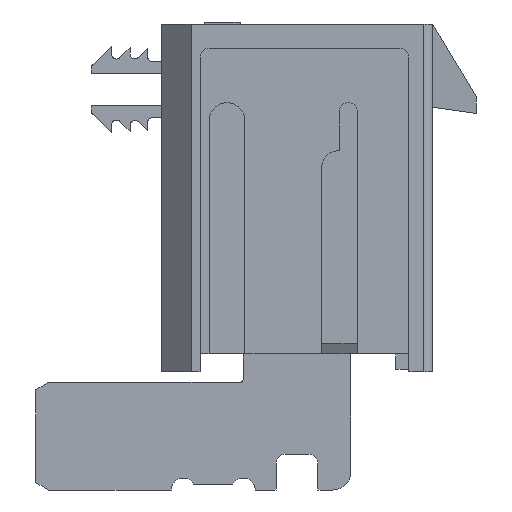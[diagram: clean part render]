
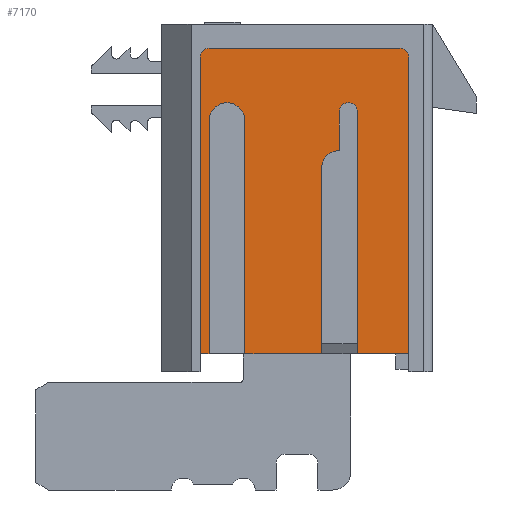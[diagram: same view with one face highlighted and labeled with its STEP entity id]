
A CAD part, left-side view. The second image highlights one B-rep face of the part: STEP entity #7170.
In plain terms, the highlighted planar face has unit normal (-1, 0, 0).
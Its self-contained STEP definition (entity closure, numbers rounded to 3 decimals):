
#53=DIRECTION('',(0.,1.,0.));
#54=VECTOR('',#53,0.381);
#55=CARTESIAN_POINT('',(38.608,24.277,-8.834));
#56=LINE('',#55,#54);
#934=CARTESIAN_POINT('',(38.608,16.174,3.764));
#935=DIRECTION('',(-1.,0.,0.));
#936=DIRECTION('',(0.,-1.,0.));
#937=AXIS2_PLACEMENT_3D('',#934,#935,#936);
#939=DIRECTION('',(0.,0.,1.));
#940=VECTOR('',#939,12.598);
#941=CARTESIAN_POINT('',(38.608,15.793,-8.834));
#942=LINE('',#941,#940);
#943=DIRECTION('',(0.,-1.,0.));
#944=VECTOR('',#943,2.184);
#945=CARTESIAN_POINT('',(38.608,17.977,-8.834));
#946=LINE('',#945,#944);
#947=DIRECTION('',(0.,0.,-1.));
#948=VECTOR('',#947,10.287);
#949=CARTESIAN_POINT('',(38.608,17.977,1.453));
#950=LINE('',#949,#948);
#951=CARTESIAN_POINT('',(38.608,18.358,1.453));
#952=DIRECTION('',(1.,0.,0.));
#953=DIRECTION('',(0.,1.,0.));
#954=AXIS2_PLACEMENT_3D('',#951,#952,#953);
#956=DIRECTION('',(0.,0.,1.));
#957=VECTOR('',#956,1.651);
#958=CARTESIAN_POINT('',(38.608,18.739,-0.198));
#959=LINE('',#958,#957);
#960=CARTESIAN_POINT('',(38.608,18.739,-0.96));
#961=DIRECTION('',(1.,0.,0.));
#962=DIRECTION('',(0.,1.,0.));
#963=AXIS2_PLACEMENT_3D('',#960,#961,#962);
#965=DIRECTION('',(0.,0.,1.));
#966=VECTOR('',#965,7.874);
#967=CARTESIAN_POINT('',(38.608,19.501,-8.834));
#968=LINE('',#967,#966);
#969=DIRECTION('',(0.,-1.,0.));
#970=VECTOR('',#969,3.251);
#971=CARTESIAN_POINT('',(38.608,22.753,-8.834));
#972=LINE('',#971,#970);
#973=DIRECTION('',(0.,0.,-1.));
#974=VECTOR('',#973,9.906);
#975=CARTESIAN_POINT('',(38.608,22.753,1.072));
#976=LINE('',#975,#974);
#977=CARTESIAN_POINT('',(38.608,23.515,1.072));
#978=DIRECTION('',(1.,0.,0.));
#979=DIRECTION('',(0.,1.,0.));
#980=AXIS2_PLACEMENT_3D('',#977,#978,#979);
#982=DIRECTION('',(0.,0.,1.));
#983=VECTOR('',#982,9.906);
#984=CARTESIAN_POINT('',(38.608,24.277,-8.834));
#985=LINE('',#984,#983);
#986=DIRECTION('',(0.,0.,-1.));
#987=VECTOR('',#986,12.598);
#988=CARTESIAN_POINT('',(38.608,24.658,3.764));
#989=LINE('',#988,#987);
#990=CARTESIAN_POINT('',(38.608,24.277,3.764));
#991=DIRECTION('',(-1.,0.,0.));
#992=DIRECTION('',(0.,0.,1.));
#993=AXIS2_PLACEMENT_3D('',#990,#991,#992);
#995=DIRECTION('',(0.,1.,0.));
#996=VECTOR('',#995,8.103);
#997=CARTESIAN_POINT('',(38.608,16.174,4.145));
#998=LINE('',#997,#996);
#4607=CARTESIAN_POINT('',(38.608,15.793,-8.834));
#4608=CARTESIAN_POINT('',(38.608,15.793,3.764));
#4609=VERTEX_POINT('',#4607);
#4610=VERTEX_POINT('',#4608);
#4611=CARTESIAN_POINT('',(38.608,17.977,-8.834));
#4612=VERTEX_POINT('',#4611);
#4613=CARTESIAN_POINT('',(38.608,17.977,1.453));
#4614=VERTEX_POINT('',#4613);
#4615=CARTESIAN_POINT('',(38.608,18.739,1.453));
#4616=VERTEX_POINT('',#4615);
#4617=CARTESIAN_POINT('',(38.608,18.739,-0.198));
#4618=VERTEX_POINT('',#4617);
#4619=CARTESIAN_POINT('',(38.608,19.501,-0.96));
#4620=VERTEX_POINT('',#4619);
#4621=CARTESIAN_POINT('',(38.608,19.501,-8.834));
#4622=VERTEX_POINT('',#4621);
#4623=CARTESIAN_POINT('',(38.608,22.753,-8.834));
#4624=VERTEX_POINT('',#4623);
#4625=CARTESIAN_POINT('',(38.608,22.753,1.072));
#4626=VERTEX_POINT('',#4625);
#4627=CARTESIAN_POINT('',(38.608,24.277,1.072));
#4628=VERTEX_POINT('',#4627);
#4629=CARTESIAN_POINT('',(38.608,24.277,-8.834));
#4630=VERTEX_POINT('',#4629);
#4631=CARTESIAN_POINT('',(38.608,24.658,-8.834));
#4632=VERTEX_POINT('',#4631);
#4633=CARTESIAN_POINT('',(38.608,24.658,3.764));
#4634=VERTEX_POINT('',#4633);
#4635=CARTESIAN_POINT('',(38.608,24.277,4.145));
#4636=VERTEX_POINT('',#4635);
#4637=CARTESIAN_POINT('',(38.608,16.174,4.145));
#4638=VERTEX_POINT('',#4637);
#7137=CARTESIAN_POINT('',(38.608,16.591,-1.161));
#7138=DIRECTION('',(-1.,0.,0.));
#7139=DIRECTION('',(0.,-1.,0.));
#7140=AXIS2_PLACEMENT_3D('',#7137,#7138,#7139);
#7141=PLANE('',#7140);
#7142=ORIENTED_EDGE('',*,*,#7118,.F.);
#7143=ORIENTED_EDGE('',*,*,#7076,.F.);
#7144=ORIENTED_EDGE('',*,*,#6127,.F.);
#7146=ORIENTED_EDGE('',*,*,#7145,.F.);
#7148=ORIENTED_EDGE('',*,*,#7147,.F.);
#7150=ORIENTED_EDGE('',*,*,#7149,.F.);
#7152=ORIENTED_EDGE('',*,*,#7151,.F.);
#7154=ORIENTED_EDGE('',*,*,#7153,.F.);
#7155=ORIENTED_EDGE('',*,*,#6119,.F.);
#7157=ORIENTED_EDGE('',*,*,#7156,.F.);
#7159=ORIENTED_EDGE('',*,*,#7158,.F.);
#7161=ORIENTED_EDGE('',*,*,#7160,.F.);
#7162=ORIENTED_EDGE('',*,*,#6111,.T.);
#7164=ORIENTED_EDGE('',*,*,#7163,.F.);
#7166=ORIENTED_EDGE('',*,*,#7165,.F.);
#7167=ORIENTED_EDGE('',*,*,#7129,.F.);
#7168=EDGE_LOOP('',(#7142,#7143,#7144,#7146,#7148,#7150,#7152,#7154,#7155,#7157,
#7159,#7161,#7162,#7164,#7166,#7167));
#7169=FACE_OUTER_BOUND('',#7168,.F.);
#7170=ADVANCED_FACE('',(#7169),#7141,.T.);
#938=CIRCLE('',#937,0.381);
#955=CIRCLE('',#954,0.381);
#964=CIRCLE('',#963,0.762);
#981=CIRCLE('',#980,0.762);
#994=CIRCLE('',#993,0.381);
#6111=EDGE_CURVE('',#4630,#4632,#56,.T.);
#6119=EDGE_CURVE('',#4624,#4622,#972,.T.);
#6127=EDGE_CURVE('',#4612,#4609,#946,.T.);
#7076=EDGE_CURVE('',#4609,#4610,#942,.T.);
#7118=EDGE_CURVE('',#4610,#4638,#938,.T.);
#7129=EDGE_CURVE('',#4638,#4636,#998,.T.);
#7145=EDGE_CURVE('',#4614,#4612,#950,.T.);
#7147=EDGE_CURVE('',#4616,#4614,#955,.T.);
#7149=EDGE_CURVE('',#4618,#4616,#959,.T.);
#7151=EDGE_CURVE('',#4620,#4618,#964,.T.);
#7153=EDGE_CURVE('',#4622,#4620,#968,.T.);
#7156=EDGE_CURVE('',#4626,#4624,#976,.T.);
#7158=EDGE_CURVE('',#4628,#4626,#981,.T.);
#7160=EDGE_CURVE('',#4630,#4628,#985,.T.);
#7163=EDGE_CURVE('',#4634,#4632,#989,.T.);
#7165=EDGE_CURVE('',#4636,#4634,#994,.T.);
